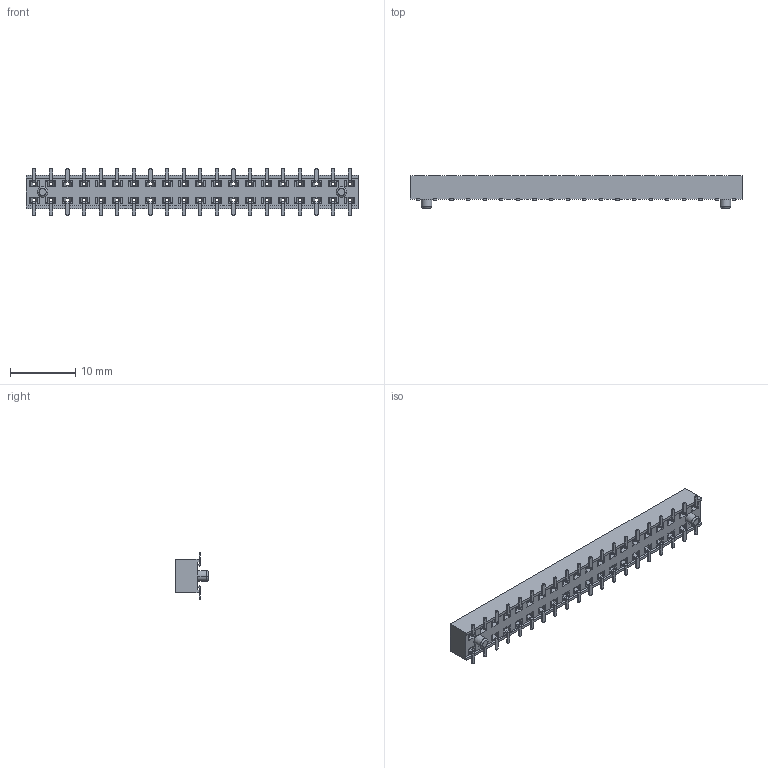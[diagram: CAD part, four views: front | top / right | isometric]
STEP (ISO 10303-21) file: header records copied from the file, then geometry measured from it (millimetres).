
FILE_DESCRIPTION((''),'2;1');
FILE_NAME('M20-7812045_ASM','2016-08-09T',('mperren'),(''),'CREO PARAMETRIC BY PTC INC, 2016050','CREO PARAMETRIC BY PTC INC, 2016050','');
FILE_SCHEMA(('CONFIG_CONTROL_DESIGN'));
Length unit declared in the file: millimetre
Products named in the file (3): M20-78120_MOULD; M20-781_CONTACT; M20-7812045_ASM
Assembly tree (41 placements, depth 2):
  M20-7812045_ASM
    M20-78120_MOULD
    M20-781_CONTACT  x40
Bounding box: 50.8 x 4.95 x 7.2 mm (x, y, z)
Volume: 741.8 mm3; surface area: 2118.5 mm2
Topology: 41 solids, 41 shells, 2300 faces, 6244 edges, 4068 vertices
Faces by surface type: plane 1732, cylinder 564, torus 4
Entity records: 21690 total; most frequent: CARTESIAN_POINT 2984, ORIENTED_EDGE 2894, DIRECTION 2747, PRESENTATION_STYLE_ASSIGNMENT 1449, STYLED_ITEM 1449, CURVE_STYLE 1447, EDGE_CURVE 1447, VECTOR 1403
